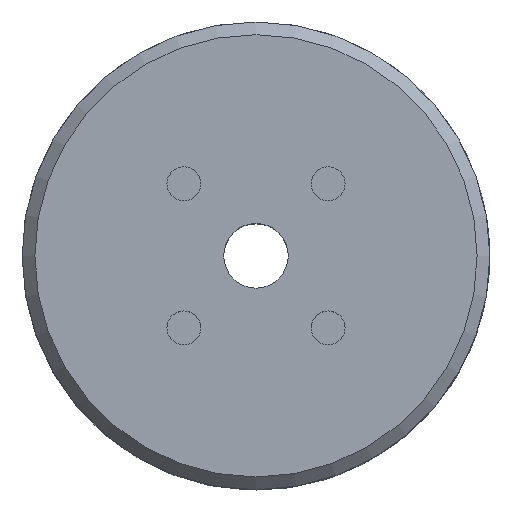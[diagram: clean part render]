
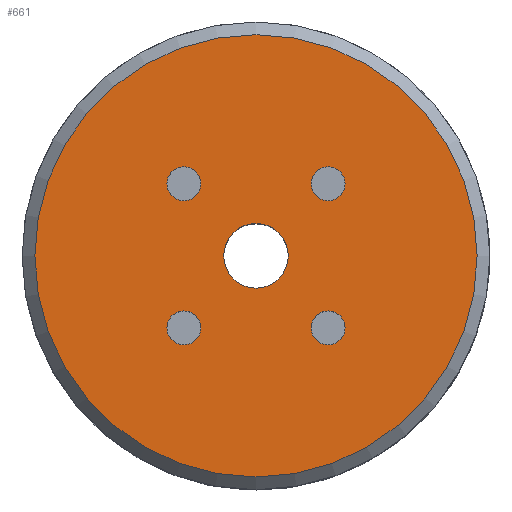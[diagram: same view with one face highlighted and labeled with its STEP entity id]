
A CAD part, top view. The second image highlights one B-rep face of the part: STEP entity #661.
In plain terms, the highlighted planar face has unit normal (0, 0, 1).
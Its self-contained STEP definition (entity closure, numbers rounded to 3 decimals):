
#21=FACE_BOUND('',#126,.T.);
#22=FACE_BOUND('',#127,.T.);
#23=FACE_BOUND('',#128,.T.);
#24=FACE_BOUND('',#129,.T.);
#25=FACE_BOUND('',#130,.T.);
#35=PLANE('',#723);
#80=FACE_OUTER_BOUND('',#125,.T.);
#125=EDGE_LOOP('',(#481));
#126=EDGE_LOOP('',(#482));
#127=EDGE_LOOP('',(#483));
#128=EDGE_LOOP('',(#484));
#129=EDGE_LOOP('',(#485));
#130=EDGE_LOOP('',(#486));
#278=CIRCLE('',#719,13.02);
#281=CIRCLE('',#724,1.9);
#282=CIRCLE('',#725,1.);
#283=CIRCLE('',#726,1.);
#284=CIRCLE('',#727,1.);
#285=CIRCLE('',#728,1.);
#320=VERTEX_POINT('',#1031);
#323=VERTEX_POINT('',#1041);
#324=VERTEX_POINT('',#1043);
#325=VERTEX_POINT('',#1045);
#326=VERTEX_POINT('',#1047);
#327=VERTEX_POINT('',#1049);
#381=EDGE_CURVE('',#320,#320,#278,.T.);
#386=EDGE_CURVE('',#323,#323,#281,.T.);
#387=EDGE_CURVE('',#324,#324,#282,.T.);
#388=EDGE_CURVE('',#325,#325,#283,.T.);
#389=EDGE_CURVE('',#326,#326,#284,.T.);
#390=EDGE_CURVE('',#327,#327,#285,.T.);
#481=ORIENTED_EDGE('',*,*,#381,.F.);
#482=ORIENTED_EDGE('',*,*,#386,.T.);
#483=ORIENTED_EDGE('',*,*,#387,.T.);
#484=ORIENTED_EDGE('',*,*,#388,.T.);
#485=ORIENTED_EDGE('',*,*,#389,.T.);
#486=ORIENTED_EDGE('',*,*,#390,.T.);
#661=ADVANCED_FACE('',(#80,#21,#22,#23,#24,#25),#35,.T.);
#719=AXIS2_PLACEMENT_3D('',#1032,#809,#810);
#723=AXIS2_PLACEMENT_3D('',#1040,#819,#820);
#724=AXIS2_PLACEMENT_3D('',#1042,#821,#822);
#725=AXIS2_PLACEMENT_3D('',#1044,#823,#824);
#726=AXIS2_PLACEMENT_3D('',#1046,#825,#826);
#727=AXIS2_PLACEMENT_3D('',#1048,#827,#828);
#728=AXIS2_PLACEMENT_3D('',#1050,#829,#830);
#809=DIRECTION('center_axis',(0.,0.,-1.));
#810=DIRECTION('ref_axis',(1.,0.,0.));
#819=DIRECTION('center_axis',(0.,0.,1.));
#820=DIRECTION('ref_axis',(1.,0.,0.));
#821=DIRECTION('center_axis',(0.,0.,-1.));
#822=DIRECTION('ref_axis',(1.,0.,0.));
#823=DIRECTION('center_axis',(0.,0.,-1.));
#824=DIRECTION('ref_axis',(1.,0.,0.));
#825=DIRECTION('center_axis',(0.,0.,-1.));
#826=DIRECTION('ref_axis',(1.,0.,0.));
#827=DIRECTION('center_axis',(0.,0.,-1.));
#828=DIRECTION('ref_axis',(1.,0.,0.));
#829=DIRECTION('center_axis',(0.,0.,-1.));
#830=DIRECTION('ref_axis',(1.,0.,0.));
#1031=CARTESIAN_POINT('',(-13.02,0.,13.));
#1032=CARTESIAN_POINT('Origin',(0.,0.,13.));
#1040=CARTESIAN_POINT('Origin',(0.,0.,13.));
#1041=CARTESIAN_POINT('',(-1.9,0.,13.));
#1042=CARTESIAN_POINT('Origin',(0.,0.,13.));
#1043=CARTESIAN_POINT('',(-5.243,-4.243,13.));
#1044=CARTESIAN_POINT('Origin',(-4.243,-4.243,13.));
#1045=CARTESIAN_POINT('',(-5.243,4.243,13.));
#1046=CARTESIAN_POINT('Origin',(-4.243,4.243,13.));
#1047=CARTESIAN_POINT('',(3.243,-4.243,13.));
#1048=CARTESIAN_POINT('Origin',(4.243,-4.243,13.));
#1049=CARTESIAN_POINT('',(3.243,4.243,13.));
#1050=CARTESIAN_POINT('Origin',(4.243,4.243,13.));
